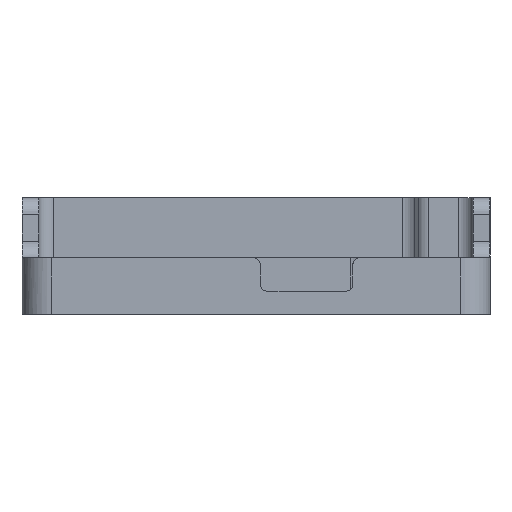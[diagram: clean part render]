
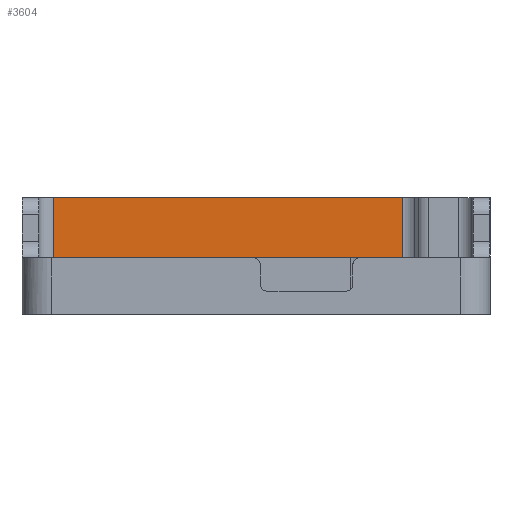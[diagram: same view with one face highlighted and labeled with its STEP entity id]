
A CAD part, left-side view. The second image highlights one B-rep face of the part: STEP entity #3604.
In plain terms, the highlighted planar face has unit normal (-1, 0, 0).
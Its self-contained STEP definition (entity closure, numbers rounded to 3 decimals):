
#475 = DIRECTION ( 'NONE',  ( 0., -1., 0. ) ) ;
#608 = VECTOR ( 'NONE', #1158, 1000. ) ;
#611 = EDGE_LOOP ( 'NONE', ( #3770, #2849, #636, #3451 ) ) ;
#636 = ORIENTED_EDGE ( 'NONE', *, *, #3673, .T. ) ;
#790 = VERTEX_POINT ( 'NONE', #1547 ) ;
#844 = CARTESIAN_POINT ( 'NONE',  ( 118., 0., 7.484 ) ) ;
#947 = VECTOR ( 'NONE', #3202, 1000. ) ;
#981 = CARTESIAN_POINT ( 'NONE',  ( 118., 9.621, -1.576 ) ) ;
#1158 = DIRECTION ( 'NONE',  ( 0., 1., 0. ) ) ;
#1380 = CARTESIAN_POINT ( 'NONE',  ( 118., 62.23, -1.576 ) ) ;
#1382 = DIRECTION ( 'NONE',  ( 0., 1., 0. ) ) ;
#1490 = CARTESIAN_POINT ( 'NONE',  ( 118., 0., 7.484 ) ) ;
#1547 = CARTESIAN_POINT ( 'NONE',  ( 118., 9.621, 7.484 ) ) ;
#1566 = CARTESIAN_POINT ( 'NONE',  ( 118., 62.23, 7.484 ) ) ;
#1750 = VECTOR ( 'NONE', #1382, 1000. ) ;
#1871 = CARTESIAN_POINT ( 'NONE',  ( 118., 62.23, 7.484 ) ) ;
#1916 = DIRECTION ( 'NONE',  ( 0., 0., -1. ) ) ;
#1931 = CARTESIAN_POINT ( 'NONE',  ( 118., 9.621, 7.484 ) ) ;
#2276 = LINE ( 'NONE', #2605, #1750 ) ;
#2350 = LINE ( 'NONE', #1931, #947 ) ;
#2389 = FACE_OUTER_BOUND ( 'NONE', #611, .T. ) ;
#2435 = VERTEX_POINT ( 'NONE', #1566 ) ;
#2605 = CARTESIAN_POINT ( 'NONE',  ( 118., 0., -1.576 ) ) ;
#2724 = LINE ( 'NONE', #1490, #608 ) ;
#2731 = VERTEX_POINT ( 'NONE', #1380 ) ;
#2849 = ORIENTED_EDGE ( 'NONE', *, *, #3579, .T. ) ;
#2972 = EDGE_CURVE ( 'NONE', #2435, #2731, #3118, .T. ) ;
#3118 = LINE ( 'NONE', #1871, #3280 ) ;
#3202 = DIRECTION ( 'NONE',  ( 0., 0., 1. ) ) ;
#3217 = EDGE_CURVE ( 'NONE', #3416, #2731, #2276, .T. ) ;
#3280 = VECTOR ( 'NONE', #1916, 1000. ) ;
#3328 = DIRECTION ( 'NONE',  ( -1., 0., 0. ) ) ;
#3399 = AXIS2_PLACEMENT_3D ( 'NONE', #844, #3328, #475 ) ;
#3416 = VERTEX_POINT ( 'NONE', #981 ) ;
#3451 = ORIENTED_EDGE ( 'NONE', *, *, #2972, .T. ) ;
#3579 = EDGE_CURVE ( 'NONE', #3416, #790, #2350, .T. ) ;
#3604 = ADVANCED_FACE ( 'NONE', ( #2389 ), #3665, .T. ) ;
#3665 = PLANE ( 'NONE',  #3399 ) ;
#3673 = EDGE_CURVE ( 'NONE', #790, #2435, #2724, .T. ) ;
#3770 = ORIENTED_EDGE ( 'NONE', *, *, #3217, .F. ) ;
